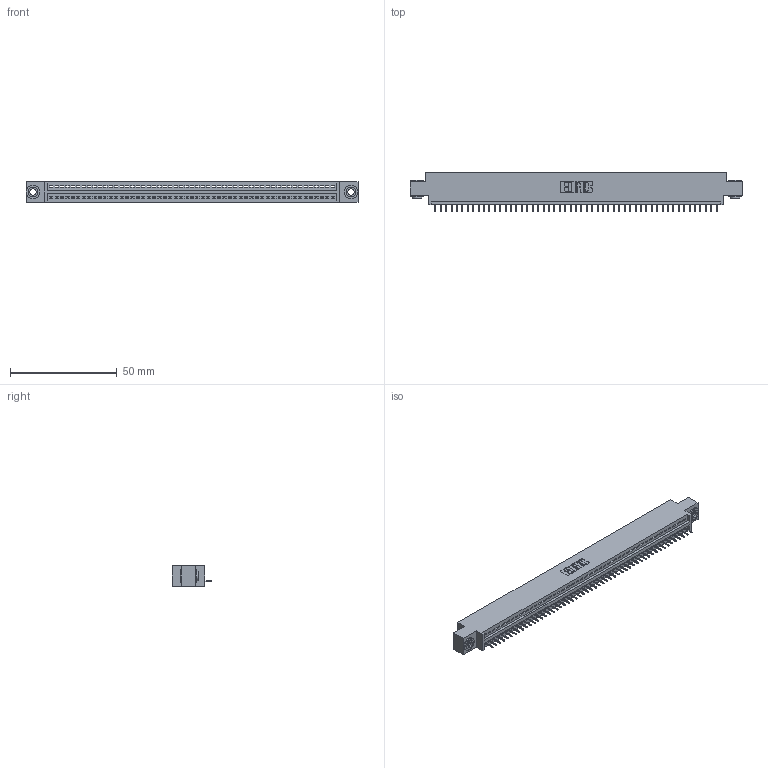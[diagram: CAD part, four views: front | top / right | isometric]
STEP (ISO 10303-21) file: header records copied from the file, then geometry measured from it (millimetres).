
FILE_DESCRIPTION (( 'STEP AP203' ), '1' );
FILE_NAME ('845-053-525-603.STEP', '2020-09-23T11:18:29', ( '' ), ( '' ), 'SwSTEP 2.0', 'SolidWorks 2020', '' );
FILE_SCHEMA (( 'CONFIG_CONTROL_DESIGN' ));
Length unit declared in the file: inch
Products named in the file (4): 845-053-525-603; 345-292-001_345-293-125; 845 Part_0.170 Offset - 0.156 Dia-TH; 345-250-002_345-250-002-102
Assembly tree (56 placements, depth 2):
  845-053-525-603
    845 Part_0.170 Offset - 0.156 Dia-TH
    345-292-001_345-293-125  x53
    345-250-002_345-250-002-102  x2
Bounding box: 155.83 x 18.72 x 9.4 mm (x, y, z)
Volume: 14580.5 mm3; surface area: 19145.1 mm2
Topology: 56 solids, 56 shells, 3454 faces, 9969 edges, 6430 vertices
Faces by surface type: plane 2532, cylinder 914, cone 8
Entity records: 39264 total; most frequent: CARTESIAN_POINT 6778, ORIENTED_EDGE 6758, DIRECTION 5935, EDGE_CURVE 3379, VECTOR 3015, LINE 3015, VERTEX_POINT 2246, AXIS2_PLACEMENT_3D 1460
